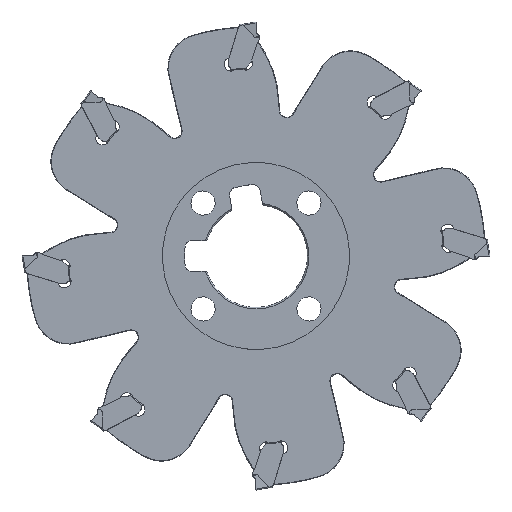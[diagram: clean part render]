
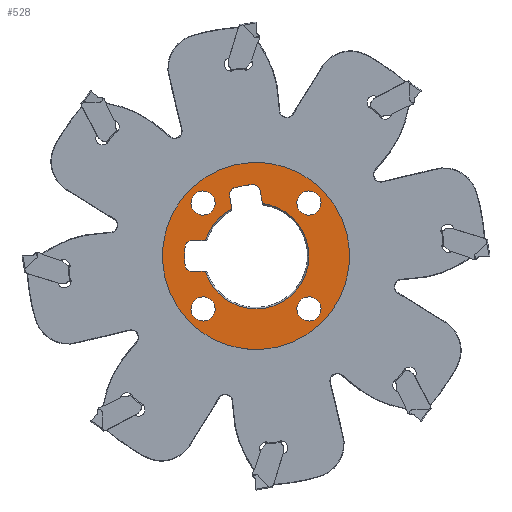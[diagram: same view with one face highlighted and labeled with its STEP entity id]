
A CAD part, top view. The second image highlights one B-rep face of the part: STEP entity #528.
In plain terms, the highlighted planar face has unit normal (0, 0, 1).
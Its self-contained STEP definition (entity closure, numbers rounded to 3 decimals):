
#159=PLANE('',#6259);
#276=FACE_BOUND('',#1290,.T.);
#277=FACE_BOUND('',#1291,.T.);
#278=FACE_BOUND('',#1292,.T.);
#279=FACE_BOUND('',#1293,.T.);
#280=FACE_BOUND('',#1294,.T.);
#281=FACE_BOUND('',#1295,.T.);
#528=ADVANCED_FACE('TB_SU_5',(#276,#277,#278,#279,#280,#281),#159,.T.);
#1290=EDGE_LOOP('',(#2723,#2724,#2725,#2726,#2727,#2728,#2729,#2730,#2731,
#2732,#2733,#2734,#2735,#2736,#2737,#2738,#2739,#2740));
#1291=EDGE_LOOP('',(#2741));
#1292=EDGE_LOOP('',(#2742));
#1293=EDGE_LOOP('',(#2743));
#1294=EDGE_LOOP('',(#2744));
#1295=EDGE_LOOP('',(#2745));
#1657=LINE('',#9112,#2120);
#1658=LINE('',#9120,#2121);
#1659=LINE('',#9132,#2122);
#1660=LINE('',#9140,#2123);
#2120=VECTOR('',#7097,1.);
#2121=VECTOR('',#7104,1.);
#2122=VECTOR('',#7115,1.);
#2123=VECTOR('',#7122,1.);
#2723=ORIENTED_EDGE('',*,*,#4988,.F.);
#2724=ORIENTED_EDGE('',*,*,#4989,.T.);
#2725=ORIENTED_EDGE('',*,*,#4990,.T.);
#2726=ORIENTED_EDGE('',*,*,#4991,.F.);
#2727=ORIENTED_EDGE('',*,*,#4992,.T.);
#2728=ORIENTED_EDGE('',*,*,#4993,.F.);
#2729=ORIENTED_EDGE('',*,*,#4994,.T.);
#2730=ORIENTED_EDGE('',*,*,#4995,.T.);
#2731=ORIENTED_EDGE('',*,*,#4996,.F.);
#2732=ORIENTED_EDGE('',*,*,#4997,.F.);
#2733=ORIENTED_EDGE('',*,*,#4998,.F.);
#2734=ORIENTED_EDGE('',*,*,#4999,.T.);
#2735=ORIENTED_EDGE('',*,*,#5000,.T.);
#2736=ORIENTED_EDGE('',*,*,#5001,.F.);
#2737=ORIENTED_EDGE('',*,*,#5002,.T.);
#2738=ORIENTED_EDGE('',*,*,#5003,.F.);
#2739=ORIENTED_EDGE('',*,*,#5004,.T.);
#2740=ORIENTED_EDGE('',*,*,#5005,.T.);
#2741=ORIENTED_EDGE('',*,*,#5006,.F.);
#2742=ORIENTED_EDGE('',*,*,#5007,.F.);
#2743=ORIENTED_EDGE('',*,*,#5008,.F.);
#2744=ORIENTED_EDGE('',*,*,#5009,.F.);
#2745=ORIENTED_EDGE('',*,*,#5010,.F.);
#4403=VERTEX_POINT('',#9108);
#4404=VERTEX_POINT('',#9109);
#4405=VERTEX_POINT('',#9111);
#4406=VERTEX_POINT('',#9113);
#4407=VERTEX_POINT('',#9115);
#4408=VERTEX_POINT('',#9117);
#4409=VERTEX_POINT('',#9119);
#4410=VERTEX_POINT('',#9121);
#4411=VERTEX_POINT('',#9123);
#4412=VERTEX_POINT('',#9125);
#4413=VERTEX_POINT('',#9127);
#4414=VERTEX_POINT('',#9129);
#4415=VERTEX_POINT('',#9131);
#4416=VERTEX_POINT('',#9133);
#4417=VERTEX_POINT('',#9135);
#4418=VERTEX_POINT('',#9137);
#4419=VERTEX_POINT('',#9139);
#4420=VERTEX_POINT('',#9141);
#4421=VERTEX_POINT('',#9144);
#4422=VERTEX_POINT('',#9146);
#4423=VERTEX_POINT('',#9148);
#4424=VERTEX_POINT('',#9150);
#4425=VERTEX_POINT('',#9152);
#4988=EDGE_CURVE('',#4403,#4404,#5750,.T.);
#4989=EDGE_CURVE('',#4403,#4405,#5751,.T.);
#4990=EDGE_CURVE('',#4405,#4406,#1657,.T.);
#4991=EDGE_CURVE('',#4407,#4406,#5752,.T.);
#4992=EDGE_CURVE('',#4407,#4408,#5753,.T.);
#4993=EDGE_CURVE('',#4409,#4408,#5754,.T.);
#4994=EDGE_CURVE('',#4409,#4410,#1658,.T.);
#4995=EDGE_CURVE('',#4410,#4411,#5755,.T.);
#4996=EDGE_CURVE('',#4412,#4411,#5756,.T.);
#4997=EDGE_CURVE('',#4413,#4412,#5757,.T.);
#4998=EDGE_CURVE('',#4414,#4413,#5758,.T.);
#4999=EDGE_CURVE('',#4414,#4415,#5759,.T.);
#5000=EDGE_CURVE('',#4415,#4416,#1659,.T.);
#5001=EDGE_CURVE('',#4417,#4416,#5760,.T.);
#5002=EDGE_CURVE('',#4417,#4418,#5761,.T.);
#5003=EDGE_CURVE('',#4419,#4418,#5762,.T.);
#5004=EDGE_CURVE('',#4419,#4420,#1660,.T.);
#5005=EDGE_CURVE('',#4420,#4404,#5763,.T.);
#5006=EDGE_CURVE('',#4421,#4421,#5764,.T.);
#5007=EDGE_CURVE('',#4422,#4422,#5765,.T.);
#5008=EDGE_CURVE('',#4423,#4423,#5766,.T.);
#5009=EDGE_CURVE('',#4424,#4424,#5767,.T.);
#5010=EDGE_CURVE('',#4425,#4425,#5768,.T.);
#5750=CIRCLE('',#6240,11.305);
#5751=CIRCLE('',#6241,0.5);
#5752=CIRCLE('',#6242,1.6);
#5753=CIRCLE('',#6243,22.);
#5754=CIRCLE('',#6244,1.6);
#5755=CIRCLE('',#6245,0.5);
#5756=CIRCLE('',#6246,11.305);
#5757=CIRCLE('',#6247,11.305);
#5758=CIRCLE('',#6248,11.305);
#5759=CIRCLE('',#6249,0.5);
#5760=CIRCLE('',#6250,1.6);
#5761=CIRCLE('',#6251,22.);
#5762=CIRCLE('',#6252,1.6);
#5763=CIRCLE('',#6253,0.5);
#5764=CIRCLE('',#6254,20.);
#5765=CIRCLE('',#6255,2.583);
#5766=CIRCLE('',#6256,2.583);
#5767=CIRCLE('',#6257,2.583);
#5768=CIRCLE('',#6258,2.583);
#6240=AXIS2_PLACEMENT_3D('',#9107,#7093,#7094);
#6241=AXIS2_PLACEMENT_3D('',#9110,#7095,#7096);
#6242=AXIS2_PLACEMENT_3D('',#9114,#7098,#7099);
#6243=AXIS2_PLACEMENT_3D('',#9116,#7100,#7101);
#6244=AXIS2_PLACEMENT_3D('',#9118,#7102,#7103);
#6245=AXIS2_PLACEMENT_3D('',#9122,#7105,#7106);
#6246=AXIS2_PLACEMENT_3D('',#9124,#7107,#7108);
#6247=AXIS2_PLACEMENT_3D('',#9126,#7109,#7110);
#6248=AXIS2_PLACEMENT_3D('',#9128,#7111,#7112);
#6249=AXIS2_PLACEMENT_3D('',#9130,#7113,#7114);
#6250=AXIS2_PLACEMENT_3D('',#9134,#7116,#7117);
#6251=AXIS2_PLACEMENT_3D('',#9136,#7118,#7119);
#6252=AXIS2_PLACEMENT_3D('',#9138,#7120,#7121);
#6253=AXIS2_PLACEMENT_3D('',#9142,#7123,#7124);
#6254=AXIS2_PLACEMENT_3D('',#9143,#7125,#7126);
#6255=AXIS2_PLACEMENT_3D('',#9145,#7127,#7128);
#6256=AXIS2_PLACEMENT_3D('',#9147,#7129,#7130);
#6257=AXIS2_PLACEMENT_3D('',#9149,#7131,#7132);
#6258=AXIS2_PLACEMENT_3D('',#9151,#7133,#7134);
#6259=AXIS2_PLACEMENT_3D('',#9153,#7135,#7136);
#7093=DIRECTION('',(0.,0.,1.));
#7094=DIRECTION('',(-0.292,-0.956,0.));
#7095=DIRECTION('',(0.,0.,1.));
#7096=DIRECTION('',(-0.292,-0.956,0.));
#7097=DIRECTION('',(-0.174,0.985,0.));
#7098=DIRECTION('',(0.,0.,1.));
#7099=DIRECTION('',(-0.292,-0.956,0.));
#7100=DIRECTION('',(0.,0.,-1.));
#7101=DIRECTION('',(-0.292,-0.956,0.));
#7102=DIRECTION('',(0.,0.,1.));
#7103=DIRECTION('',(-0.292,-0.956,0.));
#7104=DIRECTION('',(0.174,-0.985,0.));
#7105=DIRECTION('',(0.,0.,1.));
#7106=DIRECTION('',(-0.292,-0.956,0.));
#7107=DIRECTION('',(0.,0.,1.));
#7108=DIRECTION('',(-0.292,-0.956,0.));
#7109=DIRECTION('',(0.,0.,1.));
#7110=DIRECTION('',(-0.292,-0.956,0.));
#7111=DIRECTION('',(0.,0.,1.));
#7112=DIRECTION('',(-0.292,-0.956,0.));
#7113=DIRECTION('',(0.,0.,1.));
#7114=DIRECTION('',(-0.292,-0.956,0.));
#7115=DIRECTION('',(-1.,0.,0.));
#7116=DIRECTION('',(0.,0.,1.));
#7117=DIRECTION('',(-0.292,-0.956,0.));
#7118=DIRECTION('',(0.,0.,-1.));
#7119=DIRECTION('',(-0.292,-0.956,0.));
#7120=DIRECTION('',(0.,0.,1.));
#7121=DIRECTION('',(-0.292,-0.956,0.));
#7122=DIRECTION('',(1.,0.,0.));
#7123=DIRECTION('',(0.,0.,1.));
#7124=DIRECTION('',(-0.292,-0.956,0.));
#7125=DIRECTION('',(0.,0.,-1.));
#7126=DIRECTION('',(0.292,0.956,0.));
#7127=DIRECTION('',(0.,0.,1.));
#7128=DIRECTION('',(-0.292,-0.956,0.));
#7129=DIRECTION('',(0.,0.,1.));
#7130=DIRECTION('',(-0.292,-0.956,0.));
#7131=DIRECTION('',(0.,0.,1.));
#7132=DIRECTION('',(-0.292,-0.956,0.));
#7133=DIRECTION('',(0.,0.,1.));
#7134=DIRECTION('',(-0.292,-0.956,0.));
#7135=DIRECTION('',(0.,0.,1.));
#7136=DIRECTION('',(-0.292,-0.956,0.));
#9107=CARTESIAN_POINT('',(0.,0.,0.));
#9108=CARTESIAN_POINT('',(-5.141,10.069,0.));
#9109=CARTESIAN_POINT('',(-10.809,3.314,0.));
#9110=CARTESIAN_POINT('',(-5.639,10.026,0.));
#9111=CARTESIAN_POINT('',(-5.147,10.113,0.));
#9112=CARTESIAN_POINT('',(-3.865,2.845,0.));
#9113=CARTESIAN_POINT('',(-5.619,12.791,0.));
#9114=CARTESIAN_POINT('',(-4.043,13.069,0.));
#9115=CARTESIAN_POINT('',(-4.452,14.616,0.));
#9116=CARTESIAN_POINT('',(1.173,-6.653,0.));
#9117=CARTESIAN_POINT('',(-0.815,15.257,0.));
#9118=CARTESIAN_POINT('',(-0.67,13.664,0.));
#9119=CARTESIAN_POINT('',(0.905,13.942,0.));
#9120=CARTESIAN_POINT('',(2.659,3.995,0.));
#9121=CARTESIAN_POINT('',(1.378,11.263,0.));
#9122=CARTESIAN_POINT('',(1.87,11.35,0.));
#9123=CARTESIAN_POINT('',(1.387,11.22,0.));
#9124=CARTESIAN_POINT('',(0.,0.,0.));
#9125=CARTESIAN_POINT('',(11.305,0.,0.));
#9126=CARTESIAN_POINT('',(0.,0.,0.));
#9127=CARTESIAN_POINT('',(0.,-11.305,0.));
#9128=CARTESIAN_POINT('',(0.,0.,0.));
#9129=CARTESIAN_POINT('',(-10.809,-3.314,0.));
#9130=CARTESIAN_POINT('',(-10.853,-3.813,0.));
#9131=CARTESIAN_POINT('',(-10.853,-3.313,0.));
#9132=CARTESIAN_POINT('',(-20.,-3.313,0.));
#9133=CARTESIAN_POINT('',(-13.573,-3.313,0.));
#9134=CARTESIAN_POINT('',(-13.573,-1.713,0.));
#9135=CARTESIAN_POINT('',(-15.167,-1.847,0.));
#9136=CARTESIAN_POINT('',(6.755,0.,0.));
#9137=CARTESIAN_POINT('',(-15.167,1.847,0.));
#9138=CARTESIAN_POINT('',(-13.573,1.713,0.));
#9139=CARTESIAN_POINT('',(-13.573,3.313,0.));
#9140=CARTESIAN_POINT('',(-20.,3.312,0.));
#9141=CARTESIAN_POINT('',(-10.853,3.313,0.));
#9142=CARTESIAN_POINT('',(-10.853,3.813,0.));
#9143=CARTESIAN_POINT('',(0.,0.,0.));
#9144=CARTESIAN_POINT('',(5.847,19.126,0.));
#9145=CARTESIAN_POINT('',(11.314,11.314,0.));
#9146=CARTESIAN_POINT('',(10.559,8.844,0.));
#9147=CARTESIAN_POINT('',(-11.314,11.314,0.));
#9148=CARTESIAN_POINT('',(-12.069,8.844,0.));
#9149=CARTESIAN_POINT('',(-11.314,-11.314,0.));
#9150=CARTESIAN_POINT('',(-12.069,-13.783,0.));
#9151=CARTESIAN_POINT('',(11.314,-11.314,0.));
#9152=CARTESIAN_POINT('',(10.559,-13.783,0.));
#9153=CARTESIAN_POINT('',(-20.,0.,0.));
